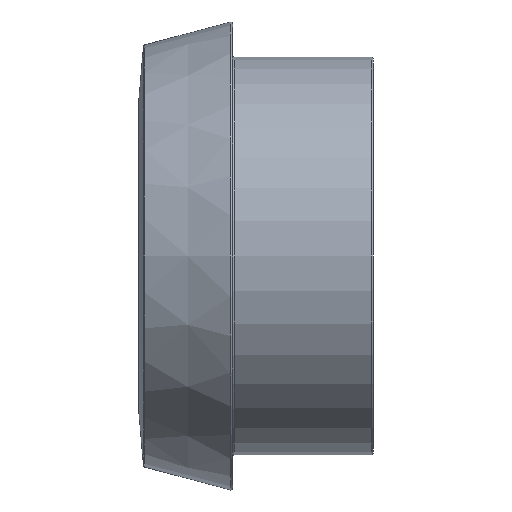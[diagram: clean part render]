
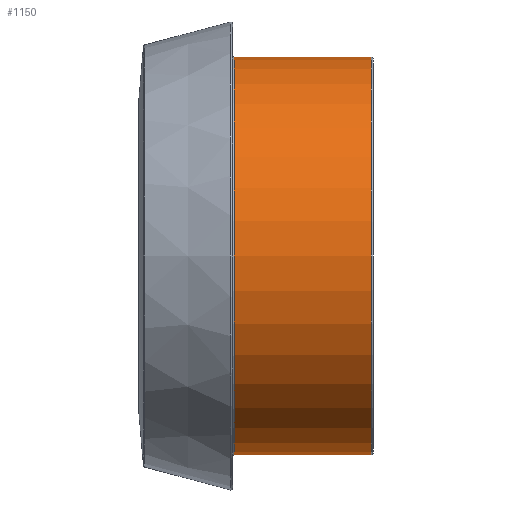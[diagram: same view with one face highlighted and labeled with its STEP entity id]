
A CAD part, front view. The second image highlights one B-rep face of the part: STEP entity #1150.
In plain terms, the highlighted cylindrical face has radius 21.2 mm (diameter 42.4 mm), a partial arc.
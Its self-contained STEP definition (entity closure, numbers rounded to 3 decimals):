
#1150 = ADVANCED_FACE ( 'NONE', ( #1720 ), #12957, .T. ) ;
#1720 = FACE_OUTER_BOUND ( 'NONE', #7288, .T. ) ;
#1974 = DIRECTION ( 'NONE',  ( -1., 0., 0. ) ) ;
#2422 = VECTOR ( 'NONE', #6663, 1000. ) ;
#2528 = AXIS2_PLACEMENT_3D ( 'NONE', #6480, #7642, #7691 ) ;
#3174 = DIRECTION ( 'NONE',  ( -1., 0., 0. ) ) ;
#3177 = CIRCLE ( 'NONE', #2528, 21.2 ) ;
#3210 = ORIENTED_EDGE ( 'NONE', *, *, #9888, .T. ) ;
#4107 = VERTEX_POINT ( 'NONE', #11318 ) ;
#4269 = CARTESIAN_POINT ( 'NONE',  ( 0., 0., 21.2 ) ) ;
#4883 = EDGE_CURVE ( 'NONE', #5791, #4107, #9705, .T. ) ;
#5446 = CARTESIAN_POINT ( 'NONE',  ( 0., 0., 0. ) ) ;
#5550 = DIRECTION ( 'NONE',  ( 0., 0., 1. ) ) ;
#5791 = VERTEX_POINT ( 'NONE', #7306 ) ;
#6169 = AXIS2_PLACEMENT_3D ( 'NONE', #5446, #1974, #9928 ) ;
#6480 = CARTESIAN_POINT ( 'NONE',  ( 10.2, 0., 0. ) ) ;
#6663 = DIRECTION ( 'NONE',  ( -1., 0., 0. ) ) ;
#7250 = LINE ( 'NONE', #4269, #13489 ) ;
#7288 = EDGE_LOOP ( 'NONE', ( #10578, #3210, #9024, #11049 ) ) ;
#7306 = CARTESIAN_POINT ( 'NONE',  ( 24.8, 0., -21.2 ) ) ;
#7506 = VERTEX_POINT ( 'NONE', #11165 ) ;
#7548 = VERTEX_POINT ( 'NONE', #13442 ) ;
#7642 = DIRECTION ( 'NONE',  ( 1., 0., 0. ) ) ;
#7691 = DIRECTION ( 'NONE',  ( 0., 0., 1. ) ) ;
#8811 = CARTESIAN_POINT ( 'NONE',  ( 24.8, 0., 0. ) ) ;
#8884 = CARTESIAN_POINT ( 'NONE',  ( 0., 0., -21.2 ) ) ;
#9024 = ORIENTED_EDGE ( 'NONE', *, *, #14757, .T. ) ;
#9705 = LINE ( 'NONE', #8884, #2422 ) ;
#9888 = EDGE_CURVE ( 'NONE', #5791, #7548, #13297, .T. ) ;
#9928 = DIRECTION ( 'NONE',  ( 0., 0., 1. ) ) ;
#9935 = AXIS2_PLACEMENT_3D ( 'NONE', #8811, #3174, #5550 ) ;
#10263 = EDGE_CURVE ( 'NONE', #7506, #4107, #3177, .T. ) ;
#10578 = ORIENTED_EDGE ( 'NONE', *, *, #4883, .F. ) ;
#11049 = ORIENTED_EDGE ( 'NONE', *, *, #10263, .T. ) ;
#11165 = CARTESIAN_POINT ( 'NONE',  ( 10.2, 0., 21.2 ) ) ;
#11318 = CARTESIAN_POINT ( 'NONE',  ( 10.2, 0., -21.2 ) ) ;
#12174 = DIRECTION ( 'NONE',  ( -1., 0., 0. ) ) ;
#12957 = CYLINDRICAL_SURFACE ( 'NONE', #6169, 21.2 ) ;
#13297 = CIRCLE ( 'NONE', #9935, 21.2 ) ;
#13442 = CARTESIAN_POINT ( 'NONE',  ( 24.8, 0., 21.2 ) ) ;
#13489 = VECTOR ( 'NONE', #12174, 1000. ) ;
#14757 = EDGE_CURVE ( 'NONE', #7548, #7506, #7250, .T. ) ;
